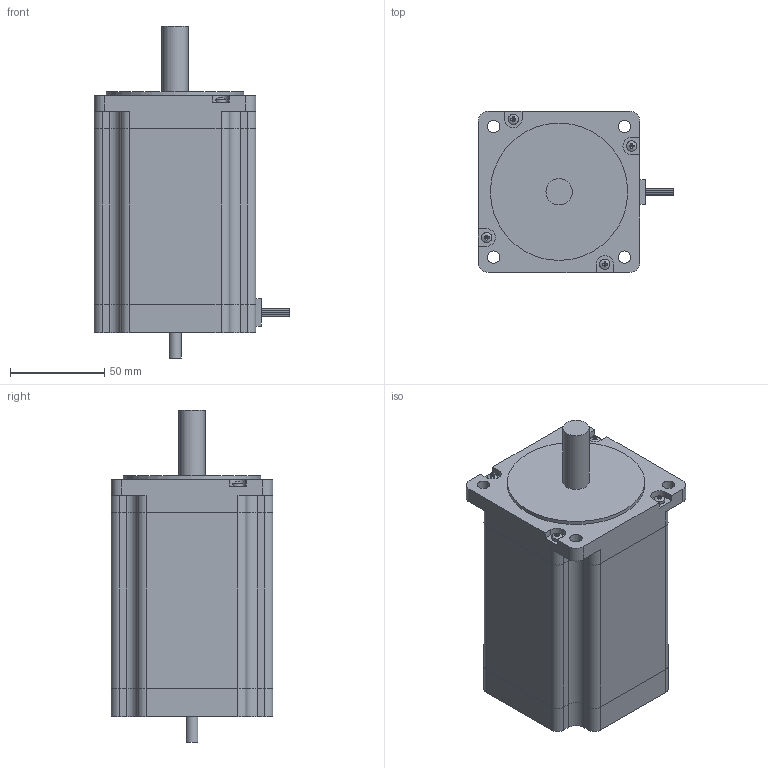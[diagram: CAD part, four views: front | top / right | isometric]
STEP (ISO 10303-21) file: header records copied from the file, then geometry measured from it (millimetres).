
FILE_DESCRIPTION((''),'2;1');
FILE_NAME('STEPPING_MOTOR_ST8918L.stp','2008-04-24T11:10:50',('wei_j'),(''),'Autodesk Inventor 2008','Autodesk Inventor 2008','');
FILE_SCHEMA(('AUTOMOTIVE_DESIGN { 1 0 10303 214 1 1 1 1 }'));
Length unit declared in the file: millimetre
Products named in the file (9): STEPPING_MOTOR_ST8918L; Frontcap_ST8918; Schrauben_ISO_7045_M3; shaft_forward_8918; Stator_8918_L; Endcap ST8918_kompl; Endcap_ST8918; leads_4_ST5709; shaft_rear_6.35x13.5
Assembly tree (11 placements, depth 3):
  STEPPING_MOTOR_ST8918L
    Frontcap_ST8918
    Schrauben_ISO_7045_M3  x4
    shaft_forward_8918
    Stator_8918_L
    Endcap ST8918_kompl
      Endcap_ST8918
      leads_4_ST5709
    shaft_rear_6.35x13.5
Bounding box: 103.85 x 85.85 x 176.5 mm (x, y, z)
Volume: 849135.9 mm3; surface area: 86793.6 mm2
Topology: 11 solids, 11 shells, 326 faces, 718 edges, 399 vertices
Faces by surface type: plane 201, cylinder 99, bspline 22, sphere 4
Full cylindrical faces by diameter (mm): 5.5 x4, 6.35 x1, 14 x1, 73.025 x1
Entity records: 7229 total; most frequent: CARTESIAN_POINT 1478, DIRECTION 1250, ORIENTED_EDGE 1060, EDGE_CURVE 530, AXIS2_PLACEMENT_3D 477, VERTEX_POINT 309, VECTOR 296, LINE 296
